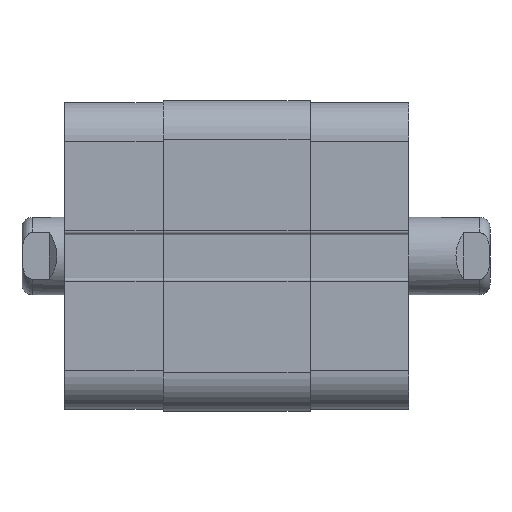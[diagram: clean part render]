
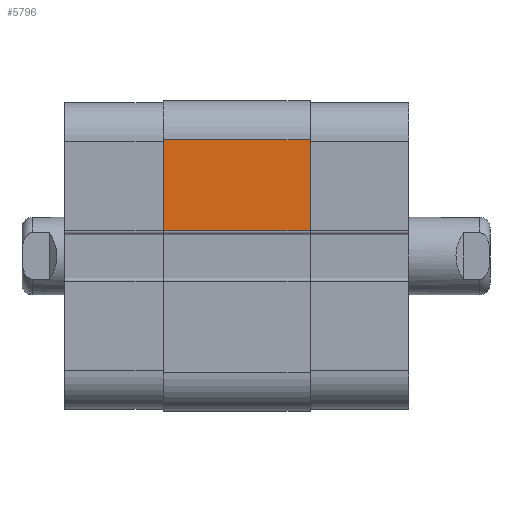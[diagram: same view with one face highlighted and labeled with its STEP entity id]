
A CAD part, left-side view. The second image highlights one B-rep face of the part: STEP entity #5796.
In plain terms, the highlighted planar face has unit normal (-1, 0, 0).
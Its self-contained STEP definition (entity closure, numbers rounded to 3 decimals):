
#4035=CARTESIAN_POINT('',(-20.05,9.5,3.25));
#4036=VERTEX_POINT('',#4035);
#4044=CARTESIAN_POINT('',(-20.05,9.5,15.05));
#4045=VERTEX_POINT('',#4044);
#4046=CARTESIAN_POINT('',(-20.05,9.5,15.05));
#4047=DIRECTION('',(0.0,0.0,-1.0));
#4048=VECTOR('',#4047,11.8);
#4049=LINE('',#4046,#4048);
#4050=EDGE_CURVE('',#4045,#4036,#4049,.T.);
#5140=CARTESIAN_POINT('',(-20.05,-9.5,15.05));
#5141=VERTEX_POINT('',#5140);
#5149=CARTESIAN_POINT('',(-20.05,-9.5,3.25));
#5150=VERTEX_POINT('',#5149);
#5151=CARTESIAN_POINT('',(-20.05,-9.5,3.25));
#5152=DIRECTION('',(0.0,0.0,1.0));
#5153=VECTOR('',#5152,11.8);
#5154=LINE('',#5151,#5153);
#5155=EDGE_CURVE('',#5150,#5141,#5154,.T.);
#5769=CARTESIAN_POINT('',(-20.05,-9.5,15.05));
#5770=DIRECTION('',(0.0,1.0,0.0));
#5771=VECTOR('',#5770,19.0);
#5772=LINE('',#5769,#5771);
#5773=EDGE_CURVE('',#5141,#4045,#5772,.T.);
#5780=CARTESIAN_POINT('',(-20.05,0.0,15.05));
#5781=DIRECTION('',(-1.0,0.0,0.0));
#5782=DIRECTION('',(0.0,0.0,1.0));
#5783=AXIS2_PLACEMENT_3D('',#5780,#5781,#5782);
#5784=PLANE('',#5783);
#5785=ORIENTED_EDGE('',*,*,#4050,.T.);
#5786=CARTESIAN_POINT('',(-20.05,-9.5,3.25));
#5787=DIRECTION('',(0.0,1.0,0.0));
#5788=VECTOR('',#5787,19.0);
#5789=LINE('',#5786,#5788);
#5790=EDGE_CURVE('',#5150,#4036,#5789,.T.);
#5791=ORIENTED_EDGE('',*,*,#5790,.F.);
#5792=ORIENTED_EDGE('',*,*,#5155,.T.);
#5793=ORIENTED_EDGE('',*,*,#5773,.T.);
#5794=EDGE_LOOP('',(#5785,#5791,#5792,#5793));
#5795=FACE_OUTER_BOUND('',#5794,.T.);
#5796=ADVANCED_FACE('',(#5795),#5784,.T.);
